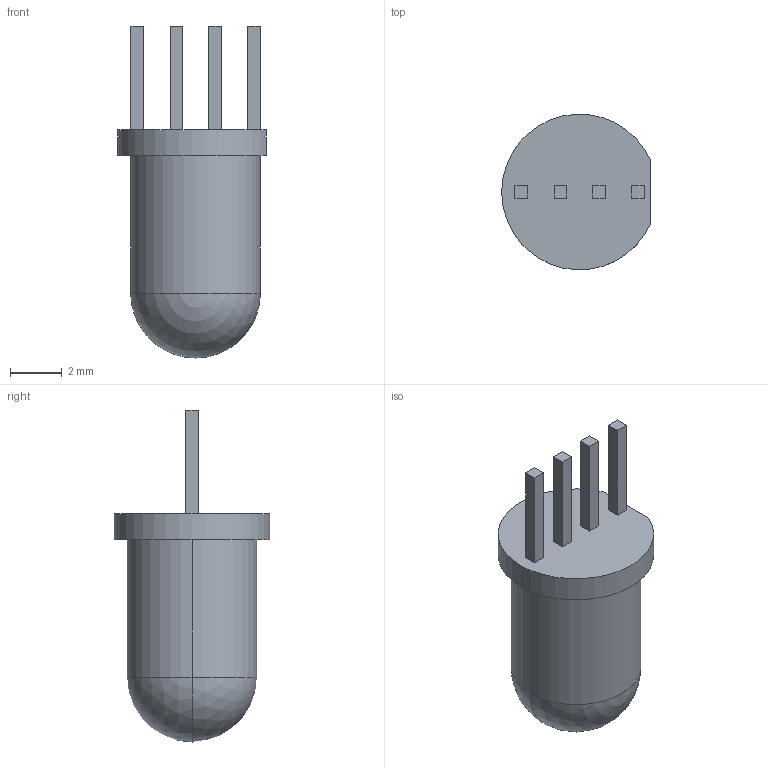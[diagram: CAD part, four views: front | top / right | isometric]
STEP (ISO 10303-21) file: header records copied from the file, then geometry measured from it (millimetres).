
FILE_DESCRIPTION (( 'STEP AP214' ), '1' );
FILE_NAME ('LED RGB 5mm RIGHT.STEP', '2021-02-10T16:58:17', ( '' ), ( '' ), 'SwSTEP 2.0', 'SolidWorks 2020', '' );
FILE_SCHEMA (( 'AUTOMOTIVE_DESIGN' ));
Length unit declared in the file: millimetre
Products named in the file (1): LED RGB 5mm RIGHT
Bounding box: 5.73 x 5.99 x 12.8 mm (x, y, z)
Volume: 168.6 mm3; surface area: 209.3 mm2
Topology: 1 solids, 1 shells, 28 faces, 66 edges, 43 vertices
Faces by surface type: plane 23, cylinder 3, sphere 2
Entity records: 1108 total; most frequent: CARTESIAN_POINT 132, DIRECTION 128, ORIENTED_EDGE 124, EDGE_CURVE 62, VECTOR 54, LINE 54, VERTEX_POINT 41, AXIS2_PLACEMENT_3D 37
